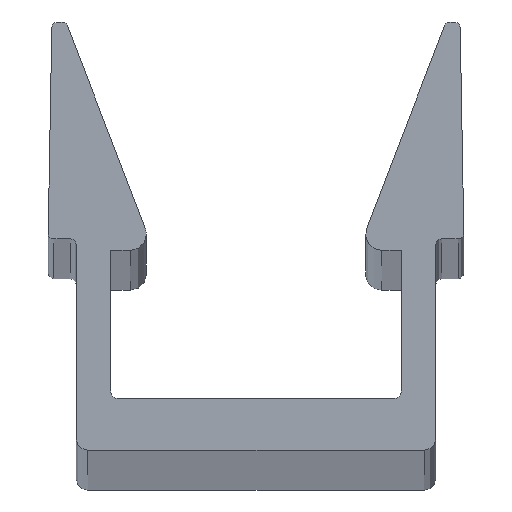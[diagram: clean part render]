
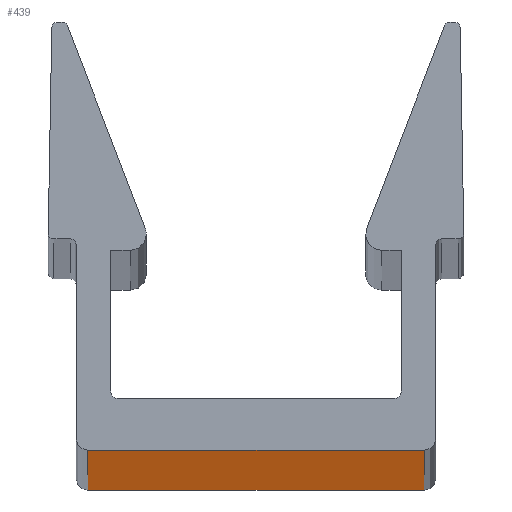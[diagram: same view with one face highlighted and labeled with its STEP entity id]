
A CAD part, top view. The second image highlights one B-rep face of the part: STEP entity #439.
In plain terms, the highlighted planar face has unit normal (0, -1, 0).
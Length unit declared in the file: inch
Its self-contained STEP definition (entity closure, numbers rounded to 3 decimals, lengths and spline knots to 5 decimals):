
#13 = CARTESIAN_POINT ( 'NONE',  ( 0.1475, 0., -20. ) ) ;
#55 = CARTESIAN_POINT ( 'NONE',  ( -0.1475, 0., 0. ) ) ;
#75 = LINE ( 'NONE', #225, #474 ) ;
#95 = DIRECTION ( 'NONE',  ( 1., 0., 0. ) ) ;
#97 = DIRECTION ( 'NONE',  ( 0., 0., 1. ) ) ;
#100 = VERTEX_POINT ( 'NONE', #813 ) ;
#191 = EDGE_CURVE ( 'NONE', #1086, #390, #832, .T. ) ;
#225 = CARTESIAN_POINT ( 'NONE',  ( -0.1475, 0., -20. ) ) ;
#233 = EDGE_CURVE ( 'NONE', #390, #901, #727, .T. ) ;
#241 = VECTOR ( 'NONE', #632, 39.37008 ) ;
#318 = VECTOR ( 'NONE', #95, 39.37008 ) ;
#334 = ORIENTED_EDGE ( 'NONE', *, *, #969, .F. ) ;
#390 = VERTEX_POINT ( 'NONE', #535 ) ;
#430 = CARTESIAN_POINT ( 'NONE',  ( 0.1475, 0., 0. ) ) ;
#439 = ADVANCED_FACE ( 'NONE', ( #910 ), #453, .T. ) ;
#443 = DIRECTION ( 'NONE',  ( 0., -1., 0. ) ) ;
#446 = ORIENTED_EDGE ( 'NONE', *, *, #233, .T. ) ;
#453 = PLANE ( 'NONE',  #902 ) ;
#459 = VECTOR ( 'NONE', #97, 39.37008 ) ;
#474 = VECTOR ( 'NONE', #768, 39.37008 ) ;
#535 = CARTESIAN_POINT ( 'NONE',  ( 0.1475, 0., -20. ) ) ;
#561 = CARTESIAN_POINT ( 'NONE',  ( -0.1475, 0., -20. ) ) ;
#589 = LINE ( 'NONE', #55, #241 ) ;
#593 = CARTESIAN_POINT ( 'NONE',  ( -0.1475, 0., -20. ) ) ;
#599 = EDGE_LOOP ( 'NONE', ( #771, #334, #715, #446 ) ) ;
#632 = DIRECTION ( 'NONE',  ( 1., 0., 0. ) ) ;
#686 = CARTESIAN_POINT ( 'NONE',  ( -0.1475, 0., -20. ) ) ;
#715 = ORIENTED_EDGE ( 'NONE', *, *, #191, .T. ) ;
#727 = LINE ( 'NONE', #13, #459 ) ;
#768 = DIRECTION ( 'NONE',  ( 0., 0., 1. ) ) ;
#771 = ORIENTED_EDGE ( 'NONE', *, *, #1029, .F. ) ;
#813 = CARTESIAN_POINT ( 'NONE',  ( -0.1475, 0., 0. ) ) ;
#832 = LINE ( 'NONE', #561, #318 ) ;
#901 = VERTEX_POINT ( 'NONE', #430 ) ;
#902 = AXIS2_PLACEMENT_3D ( 'NONE', #686, #443, #1066 ) ;
#910 = FACE_OUTER_BOUND ( 'NONE', #599, .T. ) ;
#969 = EDGE_CURVE ( 'NONE', #1086, #100, #75, .T. ) ;
#1029 = EDGE_CURVE ( 'NONE', #100, #901, #589, .T. ) ;
#1066 = DIRECTION ( 'NONE',  ( 0., 0., -1. ) ) ;
#1086 = VERTEX_POINT ( 'NONE', #593 ) ;
